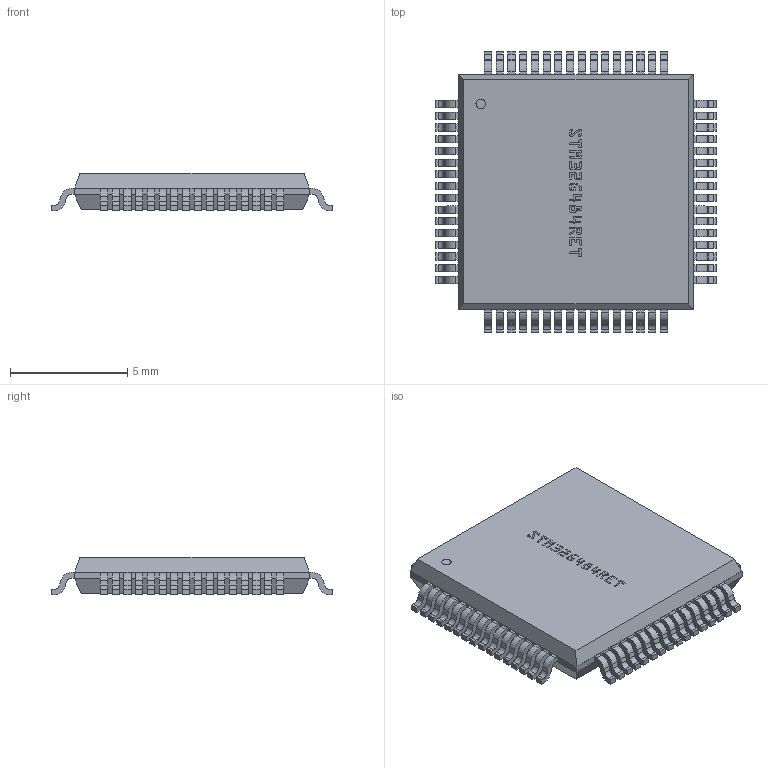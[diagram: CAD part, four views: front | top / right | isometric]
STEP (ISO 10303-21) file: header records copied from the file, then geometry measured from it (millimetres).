
FILE_DESCRIPTION (( 'STEP AP214' ), '1' );
FILE_NAME ('STM32G484RET.STEP', '2023-04-28T07:47:26', ( '' ), ( '' ), 'SwSTEP 2.0', 'SolidWorks 2018', '' );
FILE_SCHEMA (( 'AUTOMOTIVE_DESIGN' ));
Length unit declared in the file: millimetre
Products named in the file (1): STM32G484RET
Bounding box: 11.99 x 11.99 x 1.6 mm (x, y, z)
Volume: 155.2 mm3; surface area: 350.4 mm2
Topology: 66 solids, 66 shells, 1149 faces, 2998 edges, 1996 vertices
Faces by surface type: plane 790, cylinder 258, bspline 101
Entity records: 42237 total; most frequent: CARTESIAN_POINT 12245, ORIENTED_EDGE 5996, DIRECTION 4754, EDGE_CURVE 2998, VERTEX_POINT 1996, VECTOR 1624, LINE 1624, AXIS2_PLACEMENT_3D 1565
